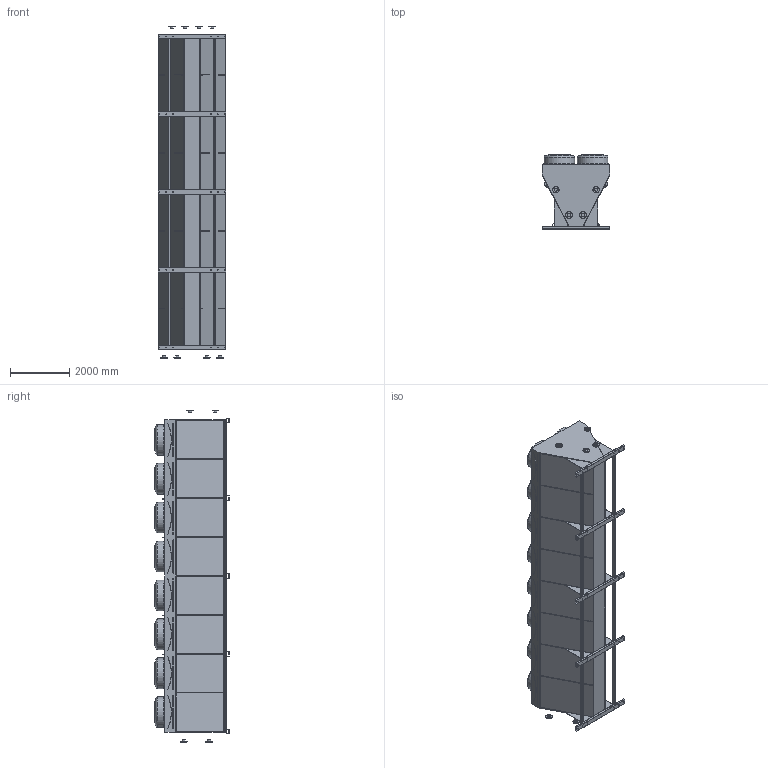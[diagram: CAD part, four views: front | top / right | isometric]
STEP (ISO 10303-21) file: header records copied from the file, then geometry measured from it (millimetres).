
FILE_DESCRIPTION (( 'STEP AP203' ), '1' );
FILE_NAME ('VDDY8M_5R48N_4I4O.STEP', '2018-10-08T14:38:15', ( 'Alfa Laval' ), ( 'Alfa Laval' ), 'SwSTEP 2.0', 'SolidWorks 2016', '' );
FILE_SCHEMA (( 'CONFIG_CONTROL_DESIGN' ));
Length unit declared in the file: millimetre
Products named in the file (3): V-TYPE2_LIGHT_BODY_8MOD-OS; V-TYPE2_LIGHT_VDDY_FLANGE_OS_8MOD_5R_5P_4in-4out; VDDY8M_5R48N_4I4O
Assembly tree (2 placements, depth 2):
  VDDY8M_5R48N_4I4O
    V-TYPE2_LIGHT_BODY_8MOD-OS
    V-TYPE2_LIGHT_VDDY_FLANGE_OS_8MOD_5R_5P_4in-4out
Bounding box: 2280.43 x 2494.62 x 11180 mm (x, y, z)
Volume: 37547407376.8 mm3; surface area: 130691904.6 mm2
Topology: 21 solids, 21 shells, 1806 faces, 4261 edges, 2681 vertices
Faces by surface type: cylinder 804, plane 602, torus 256, sphere 128, cone 16
Full cylindrical faces by diameter (mm): 1 x64, 20 x60, 40 x8, 100 x16, 108 x16, 220 x8, 1032 x16
Entity records: 50599 total; most frequent: DIRECTION 9734, CARTESIAN_POINT 8259, ORIENTED_EDGE 7664, AXIS2_PLACEMENT_3D 4091, EDGE_CURVE 3832, VERTEX_POINT 2616, EDGE_LOOP 2536, CIRCLE 2280
